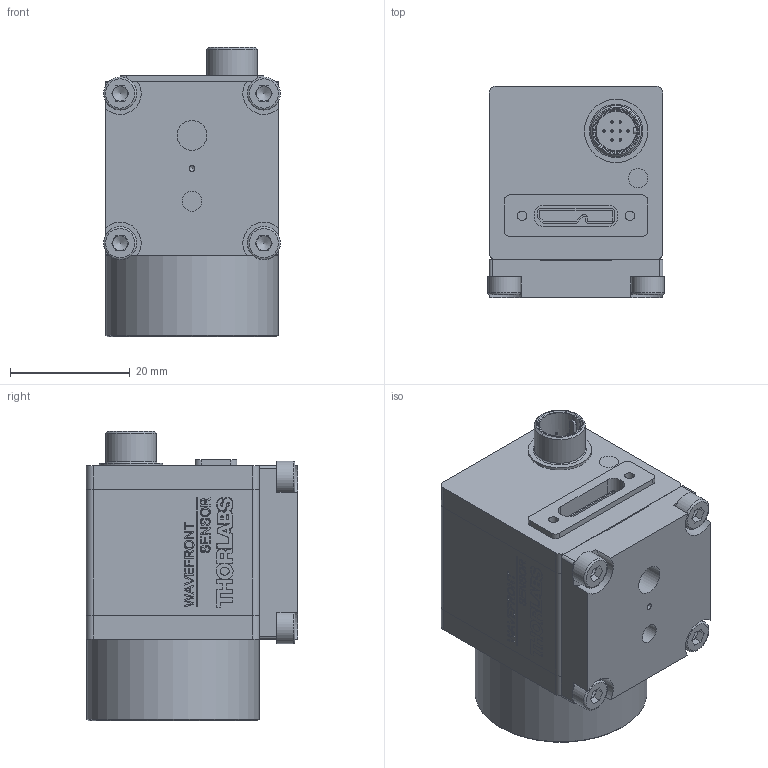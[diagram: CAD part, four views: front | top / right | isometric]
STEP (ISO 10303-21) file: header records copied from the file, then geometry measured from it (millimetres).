
FILE_DESCRIPTION (( 'STEP AP214' ), '1' );
FILE_NAME ('20.05.05_MTN008531 WFS40-7AR.STEP', '2020-05-05T09:19:22', ( '' ), ( '' ), 'SwSTEP 2.0', 'SolidWorks 2018', '' );
FILE_SCHEMA (( 'AUTOMOTIVE_DESIGN' ));
Length unit declared in the file: millimetre
Products named in the file (1): 20.05.05_MTN008531   WFS40-7AR
Bounding box: 29.5 x 35.35 x 48.3 mm (x, y, z)
Volume: 18080.7 mm3; surface area: 20374.1 mm2
Topology: 24 solids, 24 shells, 1964 faces, 5332 edges, 3534 vertices
Faces by surface type: plane 1515, cylinder 208, bspline 202, cone 26, torus 10, sphere 3
Full cylindrical faces by diameter (mm): 0.4 x8, 1 x1, 1.5 x1, 1.6 x3, 1.9 x3, 2.5 x5, 3 x11, 3.2 x12, 3.3 x1, 5 x1, 5.5 x4, 6.8 x1, 8.5 x1, 10.6 x1, 23.5 x2, 24 x1, 24.6 x1, 25.8 x1, 28.8 x1
Entity records: 92724 total; most frequent: CARTESIAN_POINT 22736, ORIENTED_EDGE 10422, DIRECTION 8803, EDGE_CURVE 5211, LINE 4325, VECTOR 4325, VERTEX_POINT 3512, AXIS2_PLACEMENT_3D 2239
